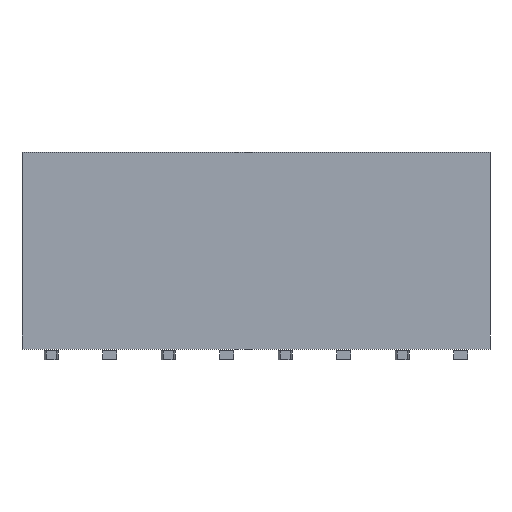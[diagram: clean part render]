
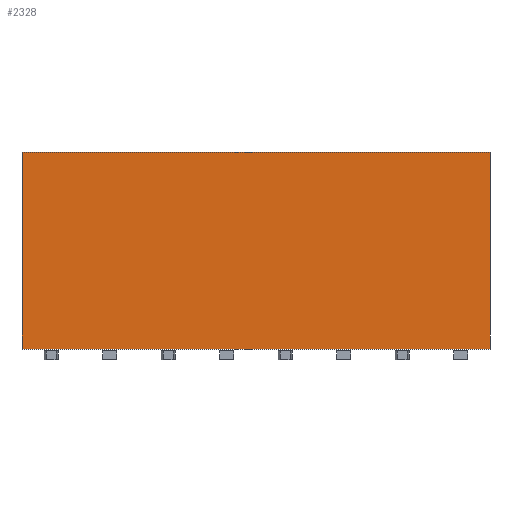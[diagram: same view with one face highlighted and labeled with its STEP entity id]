
A CAD part, left-side view. The second image highlights one B-rep face of the part: STEP entity #2328.
In plain terms, the highlighted planar face has unit normal (-1, 0, 0).
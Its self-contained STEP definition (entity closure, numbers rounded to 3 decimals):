
#114=FACE_OUTER_BOUND('',#264,.T.);
#264=EDGE_LOOP('',(#1811,#1812,#1813,#1814));
#351=LINE('',#3204,#667);
#496=LINE('',#3504,#812);
#501=LINE('',#3512,#817);
#502=LINE('',#3513,#818);
#667=VECTOR('',#2595,10.);
#812=VECTOR('',#2874,10.);
#817=VECTOR('',#2883,10.);
#818=VECTOR('',#2884,10.);
#974=VERTEX_POINT('',#3197);
#977=VERTEX_POINT('',#3202);
#1064=VERTEX_POINT('',#3501);
#1065=VERTEX_POINT('',#3503);
#1183=EDGE_CURVE('',#974,#977,#351,.T.);
#1328=EDGE_CURVE('',#1064,#1065,#496,.T.);
#1333=EDGE_CURVE('',#1064,#974,#501,.T.);
#1334=EDGE_CURVE('',#1065,#977,#502,.T.);
#1811=ORIENTED_EDGE('',*,*,#1333,.T.);
#1812=ORIENTED_EDGE('',*,*,#1183,.T.);
#1813=ORIENTED_EDGE('',*,*,#1334,.F.);
#1814=ORIENTED_EDGE('',*,*,#1328,.F.);
#2186=PLANE('',#2492);
#2328=ADVANCED_FACE('',(#114),#2186,.T.);
#2492=AXIS2_PLACEMENT_3D('',#3511,#2881,#2882);
#2595=DIRECTION('',(0.,1.,0.));
#2874=DIRECTION('',(0.,1.,0.));
#2881=DIRECTION('center_axis',(-1.,0.,0.));
#2882=DIRECTION('ref_axis',(0.,0.,1.));
#2883=DIRECTION('',(0.,0.,1.));
#2884=DIRECTION('',(0.,0.,1.));
#3197=CARTESIAN_POINT('',(-1.27,-1.27,9.));
#3202=CARTESIAN_POINT('',(-1.27,19.05,9.));
#3204=CARTESIAN_POINT('',(-1.27,-1.27,9.));
#3501=CARTESIAN_POINT('',(-1.27,-1.27,0.46));
#3503=CARTESIAN_POINT('',(-1.27,19.05,0.46));
#3504=CARTESIAN_POINT('',(-1.27,-1.27,0.46));
#3511=CARTESIAN_POINT('Origin',(-1.27,-1.27,0.46));
#3512=CARTESIAN_POINT('',(-1.27,-1.27,0.46));
#3513=CARTESIAN_POINT('',(-1.27,19.05,0.46));
